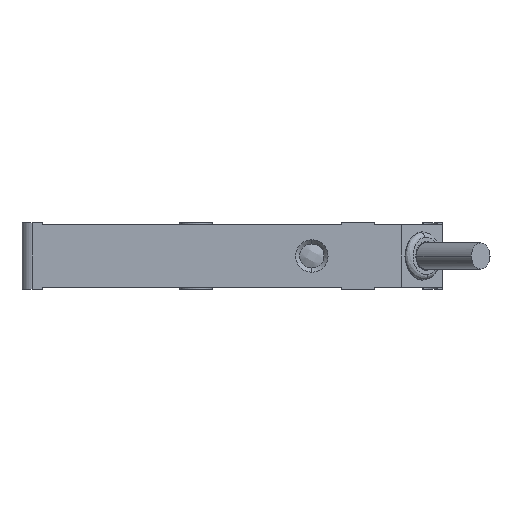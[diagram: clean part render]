
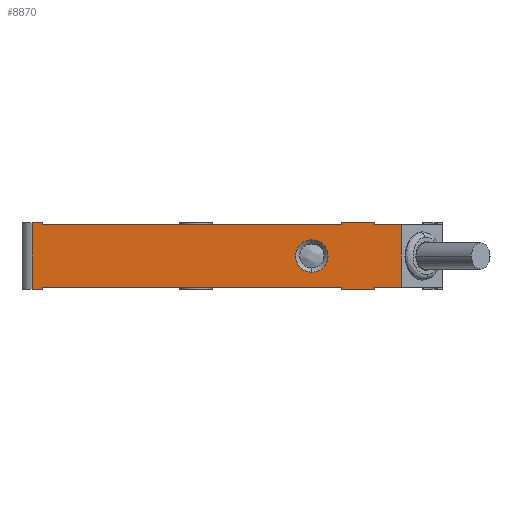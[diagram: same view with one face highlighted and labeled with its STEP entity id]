
A CAD part, left-side view. The second image highlights one B-rep face of the part: STEP entity #8870.
In plain terms, the highlighted planar face has unit normal (-1, 0, 0).
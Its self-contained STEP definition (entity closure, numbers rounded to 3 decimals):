
#28 = LINE ( 'NONE', #1470, #889 ) ;
#76 = DIRECTION ( 'NONE',  ( 0., -1., 0. ) ) ;
#97 = EDGE_CURVE ( 'NONE', #3137, #3217, #933, .T. ) ;
#152 = ORIENTED_EDGE ( 'NONE', *, *, #2037, .T. ) ;
#156 = CARTESIAN_POINT ( 'NONE',  ( -34.646, -9.911, 72.884 ) ) ;
#158 = CARTESIAN_POINT ( 'NONE',  ( -34.646, -9.911, 72.884 ) ) ;
#279 = CARTESIAN_POINT ( 'NONE',  ( -34.646, -9.911, 63.584 ) ) ;
#322 = DIRECTION ( 'NONE',  ( 0., 1., 0. ) ) ;
#401 = LINE ( 'NONE', #1065, #8668 ) ;
#466 = VECTOR ( 'NONE', #814, 1000. ) ;
#476 = VECTOR ( 'NONE', #6494, 1000. ) ;
#586 = VECTOR ( 'NONE', #3681, 1000. ) ;
#592 = VERTEX_POINT ( 'NONE', #7974 ) ;
#643 = VERTEX_POINT ( 'NONE', #1110 ) ;
#707 = CARTESIAN_POINT ( 'NONE',  ( -34.646, -9.911, 63.884 ) ) ;
#814 = DIRECTION ( 'NONE',  ( 0., 1., 0. ) ) ;
#859 = ORIENTED_EDGE ( 'NONE', *, *, #6464, .F. ) ;
#889 = VECTOR ( 'NONE', #76, 1000. ) ;
#911 = CARTESIAN_POINT ( 'NONE',  ( -34.646, 42.089, 63.884 ) ) ;
#921 = CARTESIAN_POINT ( 'NONE',  ( -34.646, -5.961, 73.184 ) ) ;
#933 = LINE ( 'NONE', #5867, #5072 ) ;
#976 = ORIENTED_EDGE ( 'NONE', *, *, #5311, .F. ) ;
#1013 = EDGE_CURVE ( 'NONE', #3217, #4558, #8994, .T. ) ;
#1065 = CARTESIAN_POINT ( 'NONE',  ( -34.646, 43.589, 72.884 ) ) ;
#1110 = CARTESIAN_POINT ( 'NONE',  ( -34.646, -1.261, 73.184 ) ) ;
#1299 = VECTOR ( 'NONE', #5811, 1000. ) ;
#1329 = EDGE_CURVE ( 'NONE', #4558, #5430, #5881, .T. ) ;
#1372 = VECTOR ( 'NONE', #1595, 1000. ) ;
#1398 = CARTESIAN_POINT ( 'NONE',  ( -34.646, 3.089, 70.734 ) ) ;
#1426 = LINE ( 'NONE', #4302, #4754 ) ;
#1429 = CARTESIAN_POINT ( 'NONE',  ( -34.646, -9.911, 73.184 ) ) ;
#1470 = CARTESIAN_POINT ( 'NONE',  ( -34.646, -9.911, 72.884 ) ) ;
#1528 = ORIENTED_EDGE ( 'NONE', *, *, #97, .F. ) ;
#1595 = DIRECTION ( 'NONE',  ( 0., 0., 1. ) ) ;
#1602 = EDGE_CURVE ( 'NONE', #8522, #592, #4795, .T. ) ;
#1732 = ORIENTED_EDGE ( 'NONE', *, *, #4493, .F. ) ;
#1739 = VECTOR ( 'NONE', #4731, 1000. ) ;
#1852 = CARTESIAN_POINT ( 'NONE',  ( -34.646, -1.261, 56.234 ) ) ;
#2037 = EDGE_CURVE ( 'NONE', #6134, #9003, #4347, .T. ) ;
#2178 = CARTESIAN_POINT ( 'NONE',  ( -34.646, 43.589, 73.184 ) ) ;
#2287 = CARTESIAN_POINT ( 'NONE',  ( -34.646, -5.961, 72.884 ) ) ;
#2317 = VECTOR ( 'NONE', #4091, 1000. ) ;
#2337 = DIRECTION ( 'NONE',  ( 0., 0., -1. ) ) ;
#2440 = FACE_BOUND ( 'NONE', #3211, .T. ) ;
#2553 = ORIENTED_EDGE ( 'NONE', *, *, #8282, .F. ) ;
#2618 = VERTEX_POINT ( 'NONE', #5977 ) ;
#2633 = CARTESIAN_POINT ( 'NONE',  ( -34.646, -1.261, 72.884 ) ) ;
#2711 = VERTEX_POINT ( 'NONE', #6257 ) ;
#2757 = ORIENTED_EDGE ( 'NONE', *, *, #1013, .F. ) ;
#2824 = DIRECTION ( 'NONE',  ( 0., -1., 0. ) ) ;
#2835 = EDGE_CURVE ( 'NONE', #6134, #2618, #7424, .T. ) ;
#2897 = VECTOR ( 'NONE', #322, 1000. ) ;
#2919 = CARTESIAN_POINT ( 'NONE',  ( -34.646, -1.261, 63.884 ) ) ;
#3029 = LINE ( 'NONE', #3831, #1299 ) ;
#3137 = VERTEX_POINT ( 'NONE', #6598 ) ;
#3211 = EDGE_LOOP ( 'NONE', ( #5861, #6664 ) ) ;
#3217 = VERTEX_POINT ( 'NONE', #158 ) ;
#3300 = EDGE_CURVE ( 'NONE', #2711, #3861, #4271, .T. ) ;
#3312 = LINE ( 'NONE', #1852, #1739 ) ;
#3681 = DIRECTION ( 'NONE',  ( 0., -1., 0. ) ) ;
#3772 = DIRECTION ( 'NONE',  ( 0., 0., 1. ) ) ;
#3831 = CARTESIAN_POINT ( 'NONE',  ( -34.646, -5.961, 56.234 ) ) ;
#3839 = DIRECTION ( 'NONE',  ( 0., -1., 0. ) ) ;
#3861 = VERTEX_POINT ( 'NONE', #1398 ) ;
#3915 = EDGE_CURVE ( 'NONE', #3861, #2711, #7607, .T. ) ;
#4091 = DIRECTION ( 'NONE',  ( 0., 1., 0. ) ) ;
#4271 = CIRCLE ( 'NONE', #7433, 2.35 ) ;
#4302 = CARTESIAN_POINT ( 'NONE',  ( -34.646, 14.589, 73.184 ) ) ;
#4307 = VECTOR ( 'NONE', #2337, 1000. ) ;
#4330 = VERTEX_POINT ( 'NONE', #2178 ) ;
#4335 = LINE ( 'NONE', #7201, #476 ) ;
#4347 = LINE ( 'NONE', #911, #4523 ) ;
#4360 = VERTEX_POINT ( 'NONE', #921 ) ;
#4408 = AXIS2_PLACEMENT_3D ( 'NONE', #156, #5321, #8099 ) ;
#4409 = CARTESIAN_POINT ( 'NONE',  ( -34.646, 3.089, 68.384 ) ) ;
#4493 = EDGE_CURVE ( 'NONE', #2618, #4330, #401, .T. ) ;
#4523 = VECTOR ( 'NONE', #3772, 1000. ) ;
#4558 = VERTEX_POINT ( 'NONE', #707 ) ;
#4731 = DIRECTION ( 'NONE',  ( 0., 0., 1. ) ) ;
#4754 = VECTOR ( 'NONE', #2824, 1000. ) ;
#4795 = LINE ( 'NONE', #7670, #2317 ) ;
#4851 = ORIENTED_EDGE ( 'NONE', *, *, #5871, .F. ) ;
#5072 = VECTOR ( 'NONE', #3839, 1000. ) ;
#5137 = ORIENTED_EDGE ( 'NONE', *, *, #5943, .F. ) ;
#5187 = LINE ( 'NONE', #8054, #466 ) ;
#5262 = ORIENTED_EDGE ( 'NONE', *, *, #1602, .F. ) ;
#5311 = EDGE_CURVE ( 'NONE', #5430, #8522, #7288, .T. ) ;
#5321 = DIRECTION ( 'NONE',  ( 1., 0., 0. ) ) ;
#5353 = ORIENTED_EDGE ( 'NONE', *, *, #6163, .F. ) ;
#5365 = DIRECTION ( 'NONE',  ( 0., 0., 1. ) ) ;
#5430 = VERTEX_POINT ( 'NONE', #7568 ) ;
#5512 = CARTESIAN_POINT ( 'NONE',  ( -34.646, -5.961, 63.584 ) ) ;
#5514 = CARTESIAN_POINT ( 'NONE',  ( -34.646, 42.089, 73.184 ) ) ;
#5679 = EDGE_CURVE ( 'NONE', #4360, #3137, #3029, .T. ) ;
#5811 = DIRECTION ( 'NONE',  ( 0., 0., -1. ) ) ;
#5861 = ORIENTED_EDGE ( 'NONE', *, *, #3915, .F. ) ;
#5867 = CARTESIAN_POINT ( 'NONE',  ( -34.646, -9.911, 72.884 ) ) ;
#5871 = EDGE_CURVE ( 'NONE', #8635, #643, #3312, .T. ) ;
#5881 = LINE ( 'NONE', #7153, #7944 ) ;
#5883 = CARTESIAN_POINT ( 'NONE',  ( -34.646, 42.089, 72.884 ) ) ;
#5943 = EDGE_CURVE ( 'NONE', #4330, #6805, #1426, .T. ) ;
#5977 = CARTESIAN_POINT ( 'NONE',  ( -34.646, 43.589, 63.584 ) ) ;
#6042 = DIRECTION ( 'NONE',  ( 0., 0., 1. ) ) ;
#6134 = VERTEX_POINT ( 'NONE', #7260 ) ;
#6163 = EDGE_CURVE ( 'NONE', #7082, #9003, #5187, .T. ) ;
#6215 = DIRECTION ( 'NONE',  ( -1., 0., 0. ) ) ;
#6226 = ORIENTED_EDGE ( 'NONE', *, *, #8257, .F. ) ;
#6257 = CARTESIAN_POINT ( 'NONE',  ( -34.646, 3.089, 66.034 ) ) ;
#6398 = DIRECTION ( 'NONE',  ( 0., 1., 0. ) ) ;
#6464 = EDGE_CURVE ( 'NONE', #592, #7082, #6641, .T. ) ;
#6493 = VERTEX_POINT ( 'NONE', #5883 ) ;
#6494 = DIRECTION ( 'NONE',  ( 0., 0., -1. ) ) ;
#6570 = ORIENTED_EDGE ( 'NONE', *, *, #5679, .F. ) ;
#6582 = EDGE_CURVE ( 'NONE', #6805, #6493, #4335, .T. ) ;
#6597 = PLANE ( 'NONE',  #4408 ) ;
#6598 = CARTESIAN_POINT ( 'NONE',  ( -34.646, -5.961, 72.884 ) ) ;
#6601 = ORIENTED_EDGE ( 'NONE', *, *, #6582, .F. ) ;
#6641 = LINE ( 'NONE', #7250, #1372 ) ;
#6660 = ORIENTED_EDGE ( 'NONE', *, *, #1329, .F. ) ;
#6664 = ORIENTED_EDGE ( 'NONE', *, *, #3300, .F. ) ;
#6719 = DIRECTION ( 'NONE',  ( 0., 0., 1. ) ) ;
#6776 = CARTESIAN_POINT ( 'NONE',  ( -34.646, 42.089, 63.884 ) ) ;
#6805 = VERTEX_POINT ( 'NONE', #5514 ) ;
#6827 = CARTESIAN_POINT ( 'NONE',  ( -34.646, 3.089, 68.384 ) ) ;
#6882 = EDGE_LOOP ( 'NONE', ( #8973, #152, #5353, #859, #5262, #976, #6660, #2757, #1528, #6570, #6226, #4851, #2553, #6601, #5137, #1732 ) ) ;
#7082 = VERTEX_POINT ( 'NONE', #2919 ) ;
#7153 = CARTESIAN_POINT ( 'NONE',  ( -34.646, 14.589, 63.884 ) ) ;
#7201 = CARTESIAN_POINT ( 'NONE',  ( -34.646, 42.089, 72.884 ) ) ;
#7250 = CARTESIAN_POINT ( 'NONE',  ( -34.646, -1.261, 72.884 ) ) ;
#7260 = CARTESIAN_POINT ( 'NONE',  ( -34.646, 42.089, 63.584 ) ) ;
#7285 = DIRECTION ( 'NONE',  ( -1., 0., 0. ) ) ;
#7288 = LINE ( 'NONE', #2287, #4307 ) ;
#7301 = AXIS2_PLACEMENT_3D ( 'NONE', #4409, #7285, #6719 ) ;
#7424 = LINE ( 'NONE', #279, #2897 ) ;
#7433 = AXIS2_PLACEMENT_3D ( 'NONE', #6827, #6215, #5365 ) ;
#7498 = CARTESIAN_POINT ( 'NONE',  ( -34.646, -9.911, 72.884 ) ) ;
#7568 = CARTESIAN_POINT ( 'NONE',  ( -34.646, -5.961, 63.884 ) ) ;
#7607 = CIRCLE ( 'NONE', #7301, 2.35 ) ;
#7670 = CARTESIAN_POINT ( 'NONE',  ( -34.646, -9.911, 63.584 ) ) ;
#7944 = VECTOR ( 'NONE', #6398, 1000. ) ;
#7974 = CARTESIAN_POINT ( 'NONE',  ( -34.646, -1.261, 63.584 ) ) ;
#8054 = CARTESIAN_POINT ( 'NONE',  ( -34.646, 14.589, 63.884 ) ) ;
#8099 = DIRECTION ( 'NONE',  ( 0., 1., 0. ) ) ;
#8257 = EDGE_CURVE ( 'NONE', #643, #4360, #8581, .T. ) ;
#8282 = EDGE_CURVE ( 'NONE', #6493, #8635, #28, .T. ) ;
#8522 = VERTEX_POINT ( 'NONE', #5512 ) ;
#8581 = LINE ( 'NONE', #1429, #586 ) ;
#8635 = VERTEX_POINT ( 'NONE', #2633 ) ;
#8668 = VECTOR ( 'NONE', #6042, 1000. ) ;
#8688 = VECTOR ( 'NONE', #8901, 1000. ) ;
#8761 = FACE_OUTER_BOUND ( 'NONE', #6882, .T. ) ;
#8870 = ADVANCED_FACE ( 'NONE', ( #8761, #2440 ), #6597, .F. ) ;
#8901 = DIRECTION ( 'NONE',  ( 0., 0., -1. ) ) ;
#8973 = ORIENTED_EDGE ( 'NONE', *, *, #2835, .F. ) ;
#8994 = LINE ( 'NONE', #7498, #8688 ) ;
#9003 = VERTEX_POINT ( 'NONE', #6776 ) ;
